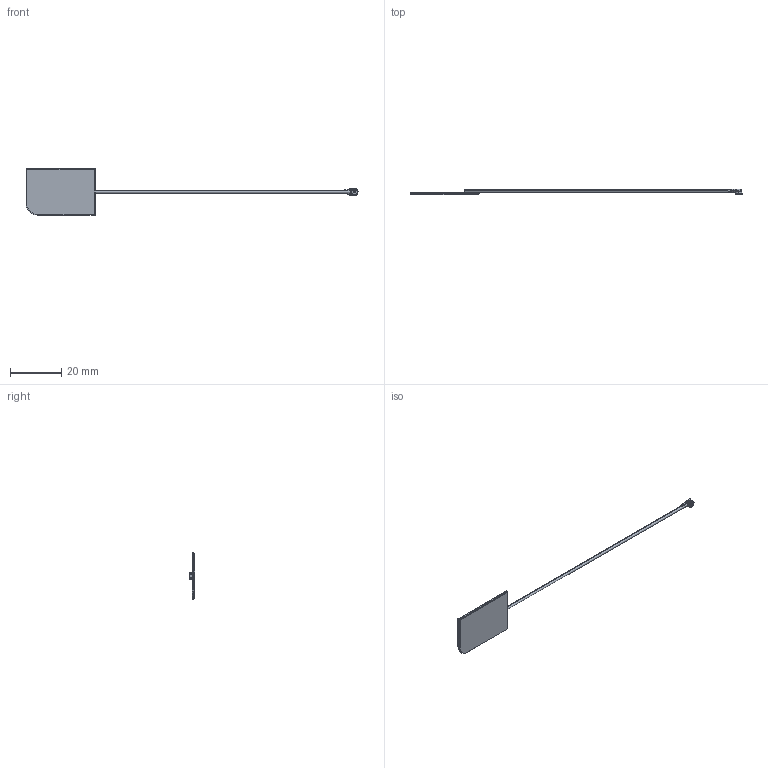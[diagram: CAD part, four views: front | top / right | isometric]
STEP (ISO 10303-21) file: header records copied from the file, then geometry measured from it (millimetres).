
FILE_DESCRIPTION (( 'STEP AP214' ), '1' );
FILE_NAME ('PE51209.step', '2020-06-18T14:28:22', ( '' ), ( '' ), 'SwSTEP 2.0', 'SolidWorks 2018', '' );
FILE_SCHEMA (( 'AUTOMOTIVE_DESIGN' ));
Length unit declared in the file: millimetre
Products named in the file (3): UFL_connector; HG2402FPU-100IPEX_PCB W-CABLE; PE51209
Assembly tree (2 placements, depth 2):
  PE51209
    HG2402FPU-100IPEX_PCB W-CABLE
    UFL_connector
Bounding box: 129.85 x 2.09 x 18 mm (x, y, z)
Volume: 545.2 mm3; surface area: 2203.7 mm2
Topology: 4 solids, 4 shells, 99 faces, 256 edges, 170 vertices
Faces by surface type: plane 65, cylinder 32, torus 2
Entity records: 3902 total; most frequent: CARTESIAN_POINT 616, DIRECTION 514, ORIENTED_EDGE 512, EDGE_CURVE 256, AXIS2_PLACEMENT_3D 174, VERTEX_POINT 170, VECTOR 166, LINE 166
